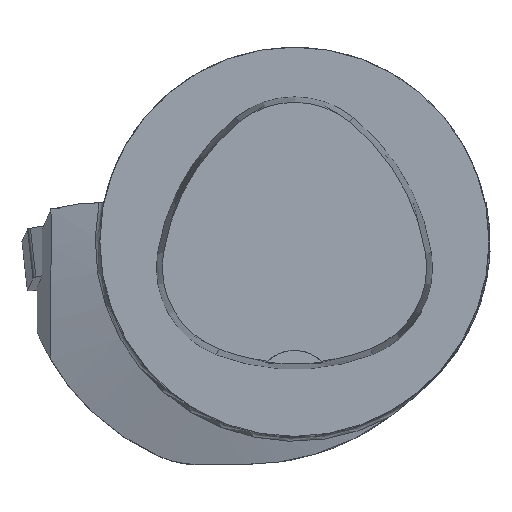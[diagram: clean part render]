
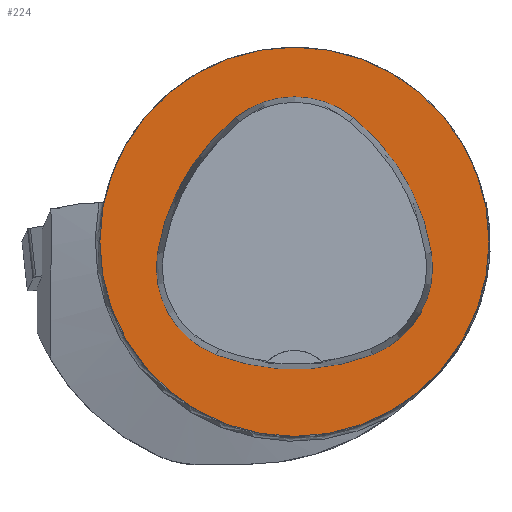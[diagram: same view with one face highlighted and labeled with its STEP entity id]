
A CAD part, top view. The second image highlights one B-rep face of the part: STEP entity #224.
In plain terms, the highlighted planar face has unit normal (0, 0, 1).
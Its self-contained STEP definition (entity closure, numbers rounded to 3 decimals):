
#224=ADVANCED_FACE('',(#455,#456),#271,.T.);
#271=PLANE('',#1296);
#455=FACE_BOUND('',#501,.T.);
#456=FACE_BOUND('',#502,.T.);
#501=EDGE_LOOP('',(#718,#719,#720,#721,#722,#723));
#502=EDGE_LOOP('',(#724));
#718=ORIENTED_EDGE('',*,*,#1061,.T.);
#719=ORIENTED_EDGE('',*,*,#1041,.T.);
#720=ORIENTED_EDGE('',*,*,#1045,.T.);
#721=ORIENTED_EDGE('',*,*,#1048,.T.);
#722=ORIENTED_EDGE('',*,*,#1051,.T.);
#723=ORIENTED_EDGE('',*,*,#1059,.T.);
#724=ORIENTED_EDGE('',*,*,#1032,.F.);
#909=VERTEX_POINT('',#2008);
#918=VERTEX_POINT('',#2027);
#919=VERTEX_POINT('',#2028);
#922=VERTEX_POINT('',#2036);
#924=VERTEX_POINT('',#2042);
#926=VERTEX_POINT('',#2048);
#933=VERTEX_POINT('',#2069);
#1032=EDGE_CURVE('',#909,#909,#1111,.T.);
#1041=EDGE_CURVE('',#918,#919,#1112,.T.);
#1045=EDGE_CURVE('',#919,#922,#1114,.T.);
#1048=EDGE_CURVE('',#922,#924,#1116,.T.);
#1051=EDGE_CURVE('',#924,#926,#1118,.T.);
#1059=EDGE_CURVE('',#926,#933,#1122,.T.);
#1061=EDGE_CURVE('',#933,#918,#1124,.T.);
#1111=CIRCLE('',#1268,25.);
#1112=CIRCLE('',#1274,28.);
#1114=CIRCLE('',#1277,12.);
#1116=CIRCLE('',#1280,28.);
#1118=CIRCLE('',#1283,12.);
#1122=CIRCLE('',#1288,28.);
#1124=CIRCLE('',#1291,12.);
#1268=AXIS2_PLACEMENT_3D('',#2007,#1497,#1498);
#1274=AXIS2_PLACEMENT_3D('',#2026,#1513,#1514);
#1277=AXIS2_PLACEMENT_3D('',#2035,#1521,#1522);
#1280=AXIS2_PLACEMENT_3D('',#2041,#1528,#1529);
#1283=AXIS2_PLACEMENT_3D('',#2047,#1535,#1536);
#1288=AXIS2_PLACEMENT_3D('',#2070,#1547,#1548);
#1291=AXIS2_PLACEMENT_3D('',#2073,#1553,#1554);
#1296=AXIS2_PLACEMENT_3D('',#2078,#1563,#1564);
#1497=DIRECTION('',(0.,0.,-1.));
#1498=DIRECTION('',(-1.,0.,0.));
#1513=DIRECTION('',(0.,0.,-1.));
#1514=DIRECTION('',(-1.,0.,0.));
#1521=DIRECTION('',(0.,0.,-1.));
#1522=DIRECTION('',(-1.,0.,0.));
#1528=DIRECTION('',(0.,0.,-1.));
#1529=DIRECTION('',(-1.,0.,0.));
#1535=DIRECTION('',(0.,0.,-1.));
#1536=DIRECTION('',(-1.,0.,0.));
#1547=DIRECTION('',(0.,0.,-1.));
#1548=DIRECTION('',(-1.,0.,0.));
#1553=DIRECTION('',(0.,0.,-1.));
#1554=DIRECTION('',(-1.,0.,0.));
#1563=DIRECTION('',(0.,0.,1.));
#1564=DIRECTION('',(1.,0.,0.));
#2007=CARTESIAN_POINT('',(0.,0.,0.));
#2008=CARTESIAN_POINT('',(-25.,0.,0.));
#2026=CARTESIAN_POINT('',(10.068,-5.824,0.));
#2027=CARTESIAN_POINT('',(-17.584,-1.424,0.));
#2028=CARTESIAN_POINT('',(-7.531,15.953,0.));
#2035=CARTESIAN_POINT('',(0.011,6.62,0.));
#2036=CARTESIAN_POINT('',(7.567,15.942,0.));
#2041=CARTESIAN_POINT('',(-10.063,-5.81,0.));
#2042=CARTESIAN_POINT('',(17.59,-1.418,0.));
#2047=CARTESIAN_POINT('',(5.739,-3.3,0.));
#2048=CARTESIAN_POINT('',(10.05,-14.499,0.));
#2069=CARTESIAN_POINT('',(-10.025,-14.516,0.));
#2070=CARTESIAN_POINT('',(-0.01,11.631,0.));
#2073=CARTESIAN_POINT('',(-5.733,-3.31,0.));
#2078=CARTESIAN_POINT('',(0.,0.,0.));
